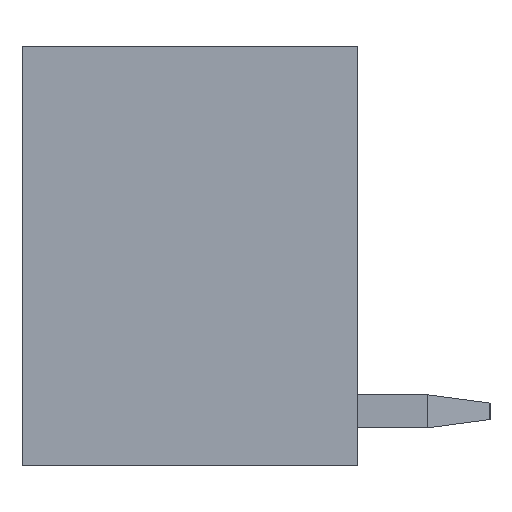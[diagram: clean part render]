
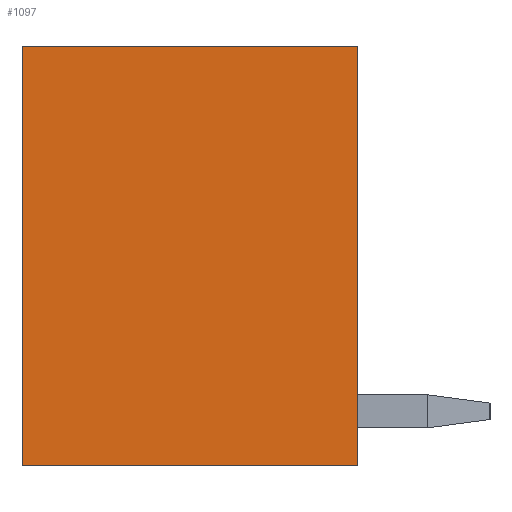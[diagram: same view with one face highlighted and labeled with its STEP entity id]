
A CAD part, left-side view. The second image highlights one B-rep face of the part: STEP entity #1097.
In plain terms, the highlighted planar face has unit normal (-1, 0, 0).
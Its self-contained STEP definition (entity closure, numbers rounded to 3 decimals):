
#1089=AXIS2_PLACEMENT_3D('Plane Axis2P3D',#1086,#1087,#1088) ;
#198=CARTESIAN_POINT('Line Origine',(0.,3.2,5.05)) ;
#202=CARTESIAN_POINT('Vertex',(0.,3.2,0.)) ;
#204=CARTESIAN_POINT('Vertex',(0.,3.2,10.1)) ;
#461=CARTESIAN_POINT('Line Origine',(0.,7.25,10.1)) ;
#465=CARTESIAN_POINT('Vertex',(0.,11.3,10.1)) ;
#1023=CARTESIAN_POINT('Line Origine',(0.,11.3,5.05)) ;
#1027=CARTESIAN_POINT('Vertex',(0.,11.3,0.)) ;
#1055=CARTESIAN_POINT('Line Origine',(0.,7.25,0.)) ;
#1086=CARTESIAN_POINT('Axis2P3D Location',(0.,7.2,3.5)) ;
#199=DIRECTION('Vector Direction',(0.,0.,1.)) ;
#462=DIRECTION('Vector Direction',(0.,1.,0.)) ;
#1024=DIRECTION('Vector Direction',(0.,0.,-1.)) ;
#1056=DIRECTION('Vector Direction',(0.,-1.,0.)) ;
#1087=DIRECTION('Axis2P3D Direction',(-1.,0.,0.)) ;
#1088=DIRECTION('Axis2P3D XDirection',(0.,-1.,0.)) ;
#200=VECTOR('Line Direction',#199,1.) ;
#463=VECTOR('Line Direction',#462,1.) ;
#1025=VECTOR('Line Direction',#1024,1.) ;
#1057=VECTOR('Line Direction',#1056,1.) ;
#1092=ORIENTED_EDGE('',*,*,#1059,.T.) ;
#1093=ORIENTED_EDGE('',*,*,#206,.T.) ;
#1094=ORIENTED_EDGE('',*,*,#467,.T.) ;
#1095=ORIENTED_EDGE('',*,*,#1029,.T.) ;
#1097=ADVANCED_FACE('BREP_WITH_VOIDS #8457',(#1096),#1090,.T.) ;
#206=EDGE_CURVE('',#203,#205,#201,.T.) ;
#467=EDGE_CURVE('',#205,#466,#464,.T.) ;
#1029=EDGE_CURVE('',#466,#1028,#1026,.T.) ;
#1059=EDGE_CURVE('',#1028,#203,#1058,.T.) ;
#1091=EDGE_LOOP('',(#1092,#1093,#1094,#1095)) ;
#1096=FACE_OUTER_BOUND('',#1091,.T.) ;
#201=LINE('Line',#198,#200) ;
#464=LINE('Line',#461,#463) ;
#1026=LINE('Line',#1023,#1025) ;
#1058=LINE('Line',#1055,#1057) ;
#1090=PLANE('',#1089) ;
#203=VERTEX_POINT('',#202) ;
#205=VERTEX_POINT('',#204) ;
#466=VERTEX_POINT('',#465) ;
#1028=VERTEX_POINT('',#1027) ;
